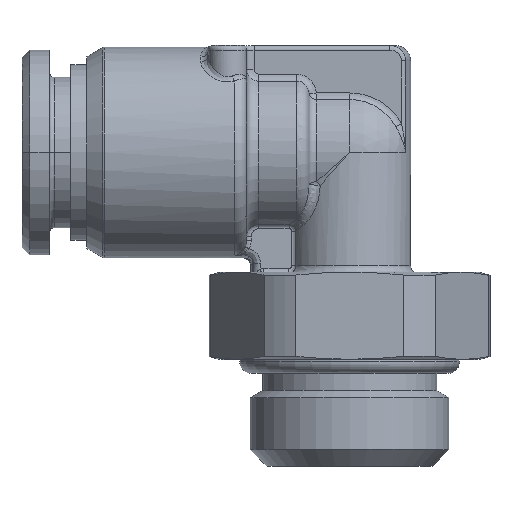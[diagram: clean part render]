
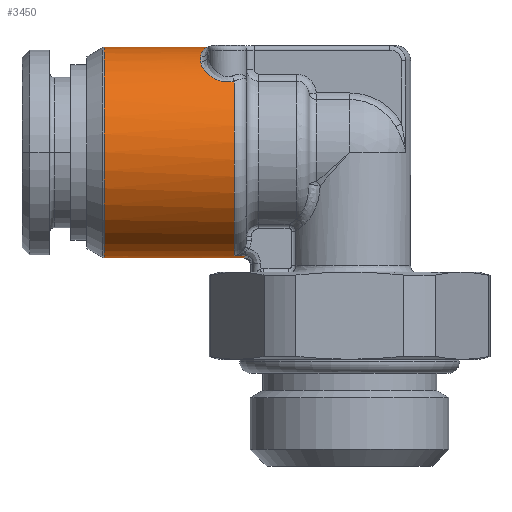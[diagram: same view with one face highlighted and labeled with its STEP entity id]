
A CAD part, top view. The second image highlights one B-rep face of the part: STEP entity #3450.
In plain terms, the highlighted cylindrical face has radius 6.9 mm (diameter 13.8 mm), a partial arc.
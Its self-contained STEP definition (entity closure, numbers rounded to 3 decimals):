
#225=DIRECTION('',(1.,0.,0.));
#226=VECTOR('',#225,0.726);
#227=CARTESIAN_POINT('',(-7.55,-6.767,1.348));
#228=LINE('',#227,#226);
#229=CARTESIAN_POINT('',(-6.976,-6.9,
-0.001));
#230=CARTESIAN_POINT('',(-6.976,-6.9,
0.248));
#231=CARTESIAN_POINT('',(-6.944,-6.873,
0.723));
#232=CARTESIAN_POINT('',(-6.869,-6.807,1.147));
#233=CARTESIAN_POINT('',(-6.824,-6.767,1.348));
#235=CARTESIAN_POINT('',(-6.826,-6.767,
-1.348));
#236=CARTESIAN_POINT('',(-6.875,-6.81,
-1.13));
#237=CARTESIAN_POINT('',(-6.947,-6.877,
-0.687));
#238=CARTESIAN_POINT('',(-6.976,-6.9,
-0.231));
#239=CARTESIAN_POINT('',(-6.976,-6.9,
-0.001));
#241=DIRECTION('',(1.,0.,0.));
#242=VECTOR('',#241,0.724);
#243=CARTESIAN_POINT('',(-7.55,-6.767,
-1.348));
#244=LINE('',#243,#242);
#245=CARTESIAN_POINT('',(-16.07,0.,0.));
#246=DIRECTION('',(1.,0.,0.));
#247=DIRECTION('',(0.,1.,0.));
#248=AXIS2_PLACEMENT_3D('',#245,#246,#247);
#250=CARTESIAN_POINT('',(-9.337,6.9,0.));
#251=CARTESIAN_POINT('',(-9.337,6.9,0.141));
#252=CARTESIAN_POINT('',(-9.354,6.891,0.407));
#253=CARTESIAN_POINT('',(-9.406,6.862,0.752));
#254=CARTESIAN_POINT('',(-9.466,6.819,1.071));
#255=CARTESIAN_POINT('',(-9.531,6.763,1.381));
#256=CARTESIAN_POINT('',(-9.596,6.691,1.696));
#257=CARTESIAN_POINT('',(-9.657,6.602,2.014));
#258=CARTESIAN_POINT('',(-9.707,6.496,2.333));
#259=CARTESIAN_POINT('',(-9.739,6.388,2.614));
#260=CARTESIAN_POINT('',(-9.75,6.297,2.824));
#261=CARTESIAN_POINT('',(-9.75,6.247,2.929));
#263=CARTESIAN_POINT('',(-9.75,0.,0.));
#264=DIRECTION('',(1.,0.,0.));
#265=DIRECTION('',(0.,0.905,0.425));
#266=AXIS2_PLACEMENT_3D('',#263,#264,#265);
#268=CARTESIAN_POINT('',(-9.75,5.948,3.497));
#269=CARTESIAN_POINT('',(-9.75,5.841,3.68));
#270=CARTESIAN_POINT('',(-9.689,5.621,4.016));
#271=CARTESIAN_POINT('',(-9.441,5.272,4.461));
#272=CARTESIAN_POINT('',(-9.123,4.99,4.77));
#273=CARTESIAN_POINT('',(-8.75,4.768,4.99));
#274=CARTESIAN_POINT('',(-8.342,4.635,5.112));
#275=CARTESIAN_POINT('',(-7.947,4.602,5.141));
#276=CARTESIAN_POINT('',(-7.682,4.641,5.106));
#277=CARTESIAN_POINT('',(-7.55,4.676,5.074));
#303=CARTESIAN_POINT('',(-7.55,-6.767,1.348));
#312=CARTESIAN_POINT('',(-7.55,0.,0.));
#313=DIRECTION('',(-1.,0.,0.));
#314=DIRECTION('',(0.,-0.981,0.195));
#315=AXIS2_PLACEMENT_3D('',#312,#313,#314);
#317=CARTESIAN_POINT('',(-7.55,4.676,5.074));
#629=DIRECTION('',(-1.,0.,0.));
#630=VECTOR('',#629,6.733);
#631=CARTESIAN_POINT('',(-9.337,6.9,0.));
#632=LINE('',#631,#630);
#638=DIRECTION('',(-1.,0.,0.));
#639=VECTOR('',#638,8.52);
#640=CARTESIAN_POINT('',(-7.55,-6.9,0.));
#641=LINE('',#640,#639);
#642=CARTESIAN_POINT('',(-7.55,0.,0.));
#643=DIRECTION('',(1.,0.,0.));
#644=DIRECTION('',(0.,-1.,0.));
#645=AXIS2_PLACEMENT_3D('',#642,#643,#644);
#2561=CARTESIAN_POINT('',(-6.824,-6.767,
1.348));
#2667=CARTESIAN_POINT('',(-16.07,6.9,0.));
#2668=CARTESIAN_POINT('',(-16.07,-6.9,0.));
#2669=VERTEX_POINT('',#2667);
#2670=VERTEX_POINT('',#2668);
#2756=VERTEX_POINT('',#317);
#2759=VERTEX_POINT('',#268);
#2761=VERTEX_POINT('',#250);
#2762=VERTEX_POINT('',#261);
#3069=CARTESIAN_POINT('',(-7.55,-6.9,0.));
#3070=VERTEX_POINT('',#3069);
#3075=VERTEX_POINT('',#235);
#3076=VERTEX_POINT('',#239);
#3089=VERTEX_POINT('',#2561);
#3090=CARTESIAN_POINT('',(-7.55,-6.767,-1.348));
#3091=VERTEX_POINT('',#3090);
#3094=VERTEX_POINT('',#303);
#3420=CARTESIAN_POINT('',(-18.26,0.,0.));
#3421=DIRECTION('',(1.,0.,0.));
#3422=DIRECTION('',(0.,-1.,0.));
#3423=AXIS2_PLACEMENT_3D('',#3420,#3421,#3422);
#3424=CYLINDRICAL_SURFACE('',#3423,6.9);
#3426=ORIENTED_EDGE('',*,*,#3425,.T.);
#3428=ORIENTED_EDGE('',*,*,#3427,.F.);
#3430=ORIENTED_EDGE('',*,*,#3429,.F.);
#3432=ORIENTED_EDGE('',*,*,#3431,.F.);
#3434=ORIENTED_EDGE('',*,*,#3433,.F.);
#3436=ORIENTED_EDGE('',*,*,#3435,.T.);
#3437=ORIENTED_EDGE('',*,*,#3410,.F.);
#3439=ORIENTED_EDGE('',*,*,#3438,.F.);
#3441=ORIENTED_EDGE('',*,*,#3440,.T.);
#3443=ORIENTED_EDGE('',*,*,#3442,.T.);
#3445=ORIENTED_EDGE('',*,*,#3444,.T.);
#3447=ORIENTED_EDGE('',*,*,#3446,.F.);
#3448=EDGE_LOOP('',(#3426,#3428,#3430,#3432,#3434,#3436,#3437,#3439,#3441,#3443,
#3445,#3447));
#3449=FACE_OUTER_BOUND('',#3448,.F.);
#3450=ADVANCED_FACE('',(#3449),#3424,.T.);
#234=B_SPLINE_CURVE_WITH_KNOTS('',3,(#229,#230,#231,#232,#233),.UNSPECIFIED.,
.F.,.F.,(4,1,4),(0.,0.5,1.),.UNSPECIFIED.);
#240=B_SPLINE_CURVE_WITH_KNOTS('',3,(#235,#236,#237,#238,#239),.UNSPECIFIED.,
.F.,.F.,(4,1,4),(0.,0.5,1.),.UNSPECIFIED.);
#249=CIRCLE('',#248,6.9);
#262=B_SPLINE_CURVE_WITH_KNOTS('',3,(#250,#251,#252,#253,#254,#255,#256,#257,
#258,#259,#260,#261),.UNSPECIFIED.,.F.,.F.,(4,1,1,1,1,1,1,1,1,4),(0.,
0.111,0.222,0.333,0.444,
0.556,0.667,0.778,0.889,1.),
.UNSPECIFIED.);
#267=CIRCLE('',#266,6.9);
#278=B_SPLINE_CURVE_WITH_KNOTS('',3,(#268,#269,#270,#271,#272,#273,#274,#275,
#276,#277),.UNSPECIFIED.,.F.,.F.,(4,1,1,1,1,1,1,4),(0.,0.143,
0.286,0.429,0.571,0.714,
0.857,1.),.UNSPECIFIED.);
#316=CIRCLE('',#315,6.9);
#646=CIRCLE('',#645,6.9);
#3410=EDGE_CURVE('',#2669,#2670,#249,.T.);
#3425=EDGE_CURVE('',#3094,#3089,#228,.T.);
#3427=EDGE_CURVE('',#3076,#3089,#234,.T.);
#3429=EDGE_CURVE('',#3075,#3076,#240,.T.);
#3431=EDGE_CURVE('',#3091,#3075,#244,.T.);
#3433=EDGE_CURVE('',#3070,#3091,#646,.T.);
#3435=EDGE_CURVE('',#3070,#2670,#641,.T.);
#3438=EDGE_CURVE('',#2761,#2669,#632,.T.);
#3440=EDGE_CURVE('',#2761,#2762,#262,.T.);
#3442=EDGE_CURVE('',#2762,#2759,#267,.T.);
#3444=EDGE_CURVE('',#2759,#2756,#278,.T.);
#3446=EDGE_CURVE('',#3094,#2756,#316,.T.);
